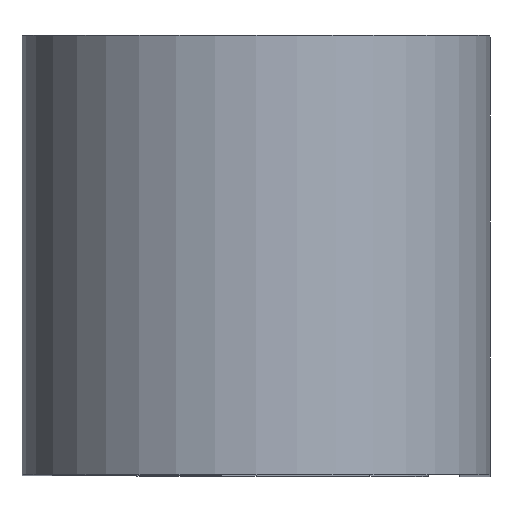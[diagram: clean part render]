
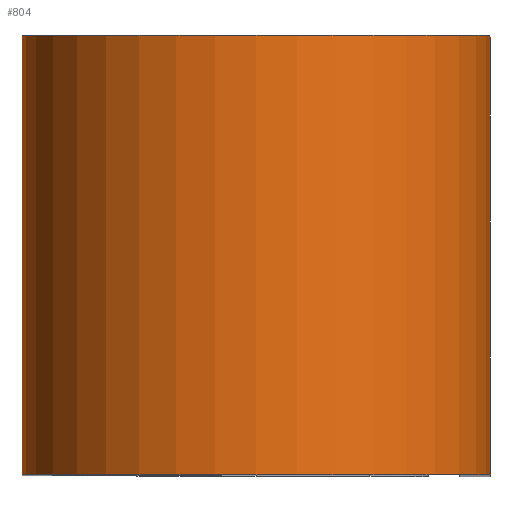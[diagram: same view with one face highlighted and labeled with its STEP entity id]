
A CAD part, top view. The second image highlights one B-rep face of the part: STEP entity #804.
In plain terms, the highlighted cylindrical face has radius 11.836 mm (diameter 23.673 mm), a partial arc.
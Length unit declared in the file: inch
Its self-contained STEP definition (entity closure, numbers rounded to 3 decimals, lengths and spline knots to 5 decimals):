
#36 = DIRECTION ( 'NONE',  ( 1., 0., 0. ) ) ;
#46 = CARTESIAN_POINT ( 'NONE',  ( 0.466, 0.4375, 0.812 ) ) ;
#50 = ORIENTED_EDGE ( 'NONE', *, *, #642, .F. ) ;
#51 = DIRECTION ( 'NONE',  ( 1., 0., 0. ) ) ;
#54 = ORIENTED_EDGE ( 'NONE', *, *, #535, .T. ) ;
#102 = CIRCLE ( 'NONE', #819, 0.466 ) ;
#151 = CARTESIAN_POINT ( 'NONE',  ( -0.466, 0.4375, 0.812 ) ) ;
#170 = CYLINDRICAL_SURFACE ( 'NONE', #723, 0.466 ) ;
#175 = CARTESIAN_POINT ( 'NONE',  ( -0.466, 0.4375, 0.812 ) ) ;
#241 = VECTOR ( 'NONE', #833, 39.37008 ) ;
#282 = CARTESIAN_POINT ( 'NONE',  ( -0.466, -0.4375, 0.812 ) ) ;
#312 = VERTEX_POINT ( 'NONE', #151 ) ;
#385 = EDGE_CURVE ( 'NONE', #312, #818, #406, .T. ) ;
#403 = DIRECTION ( 'NONE',  ( 0., 0., -1. ) ) ;
#406 = LINE ( 'NONE', #175, #241 ) ;
#446 = CARTESIAN_POINT ( 'NONE',  ( 0.466, 0.4375, 0.812 ) ) ;
#448 = DIRECTION ( 'NONE',  ( 0., 1., 0. ) ) ;
#460 = DIRECTION ( 'NONE',  ( 0., 1., 0. ) ) ;
#464 = VECTOR ( 'NONE', #659, 39.37008 ) ;
#511 = VERTEX_POINT ( 'NONE', #446 ) ;
#535 = EDGE_CURVE ( 'NONE', #818, #713, #102, .T. ) ;
#541 = CARTESIAN_POINT ( 'NONE',  ( 0., 0.4375, 0.812 ) ) ;
#594 = LINE ( 'NONE', #46, #464 ) ;
#611 = DIRECTION ( 'NONE',  ( 0., -1., 0. ) ) ;
#634 = EDGE_CURVE ( 'NONE', #511, #713, #594, .T. ) ;
#639 = CIRCLE ( 'NONE', #860, 0.466 ) ;
#642 = EDGE_CURVE ( 'NONE', #312, #511, #639, .T. ) ;
#659 = DIRECTION ( 'NONE',  ( 0., -1., 0. ) ) ;
#713 = VERTEX_POINT ( 'NONE', #852 ) ;
#723 = AXIS2_PLACEMENT_3D ( 'NONE', #541, #611, #403 ) ;
#727 = ORIENTED_EDGE ( 'NONE', *, *, #634, .F. ) ;
#772 = EDGE_LOOP ( 'NONE', ( #54, #727, #50, #832 ) ) ;
#804 = ADVANCED_FACE ( 'NONE', ( #858 ), #170, .T. ) ;
#818 = VERTEX_POINT ( 'NONE', #282 ) ;
#819 = AXIS2_PLACEMENT_3D ( 'NONE', #835, #448, #36 ) ;
#832 = ORIENTED_EDGE ( 'NONE', *, *, #385, .T. ) ;
#833 = DIRECTION ( 'NONE',  ( 0., -1., 0. ) ) ;
#835 = CARTESIAN_POINT ( 'NONE',  ( 0., -0.4375, 0.812 ) ) ;
#846 = CARTESIAN_POINT ( 'NONE',  ( 0., 0.4375, 0.812 ) ) ;
#852 = CARTESIAN_POINT ( 'NONE',  ( 0.466, -0.4375, 0.812 ) ) ;
#858 = FACE_OUTER_BOUND ( 'NONE', #772, .T. ) ;
#860 = AXIS2_PLACEMENT_3D ( 'NONE', #846, #460, #51 ) ;
